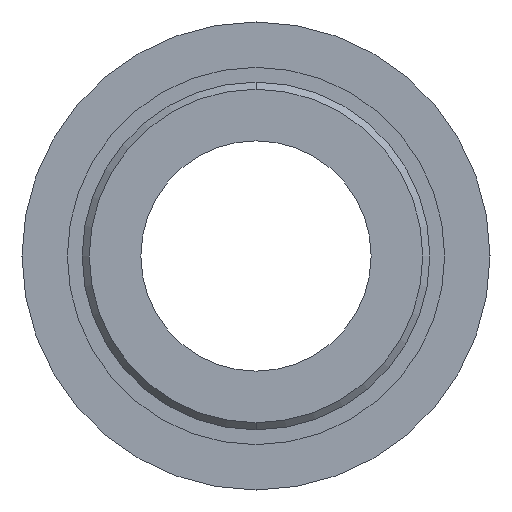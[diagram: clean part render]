
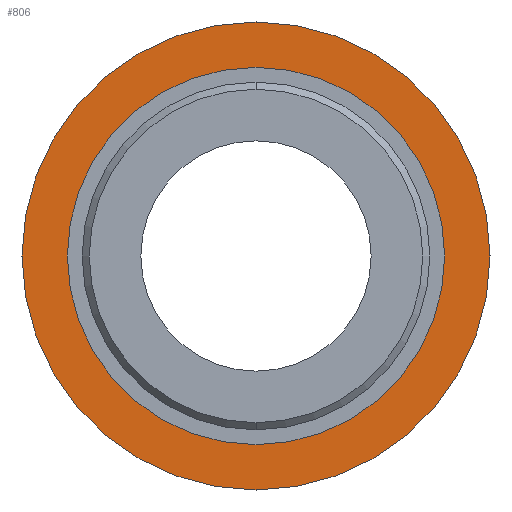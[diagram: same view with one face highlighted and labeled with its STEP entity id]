
A CAD part, front view. The second image highlights one B-rep face of the part: STEP entity #806.
In plain terms, the highlighted planar face has unit normal (0, -1, 0).
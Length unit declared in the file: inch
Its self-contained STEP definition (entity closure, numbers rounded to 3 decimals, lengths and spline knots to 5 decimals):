
#17 = FACE_BOUND ( 'NONE', #389, .T. ) ;
#22 = DIRECTION ( 'NONE',  ( 0., 1., 0. ) ) ;
#35 = CARTESIAN_POINT ( 'NONE',  ( -0.2445, -0.78115, 0. ) ) ;
#39 = CARTESIAN_POINT ( 'NONE',  ( 0., -0.78115, 0. ) ) ;
#72 = DIRECTION ( 'NONE',  ( 0., 1., 0. ) ) ;
#78 = DIRECTION ( 'NONE',  ( 0., -1., 0. ) ) ;
#80 = DIRECTION ( 'NONE',  ( 0., 0., 1. ) ) ;
#87 = CARTESIAN_POINT ( 'NONE',  ( 0., -0.78115, 0. ) ) ;
#92 = DIRECTION ( 'NONE',  ( 0., 0., -1. ) ) ;
#106 = DIRECTION ( 'NONE',  ( 0., 0., 1. ) ) ;
#136 = AXIS2_PLACEMENT_3D ( 'NONE', #501, #576, #329 ) ;
#183 = CIRCLE ( 'NONE', #136, 0.315 ) ;
#198 = AXIS2_PLACEMENT_3D ( 'NONE', #87, #72, #80 ) ;
#202 = AXIS2_PLACEMENT_3D ( 'NONE', #35, #78, #92 ) ;
#213 = AXIS2_PLACEMENT_3D ( 'NONE', #39, #22, #106 ) ;
#216 = CIRCLE ( 'NONE', #213, 0.254 ) ;
#236 = CIRCLE ( 'NONE', #243, 0.254 ) ;
#243 = AXIS2_PLACEMENT_3D ( 'NONE', #321, #485, #706 ) ;
#255 = CIRCLE ( 'NONE', #198, 0.315 ) ;
#321 = CARTESIAN_POINT ( 'NONE',  ( 0., -0.78115, 0. ) ) ;
#326 = CARTESIAN_POINT ( 'NONE',  ( 0., -0.78115, 0.315 ) ) ;
#329 = DIRECTION ( 'NONE',  ( 0., 0., 1. ) ) ;
#348 = ORIENTED_EDGE ( 'NONE', *, *, #794, .T. ) ;
#371 = ORIENTED_EDGE ( 'NONE', *, *, #792, .F. ) ;
#389 = EDGE_LOOP ( 'NONE', ( #447, #348 ) ) ;
#447 = ORIENTED_EDGE ( 'NONE', *, *, #817, .T. ) ;
#485 = DIRECTION ( 'NONE',  ( 0., 1., 0. ) ) ;
#501 = CARTESIAN_POINT ( 'NONE',  ( 0., -0.78115, 0. ) ) ;
#504 = CARTESIAN_POINT ( 'NONE',  ( 0., -0.78115, -0.315 ) ) ;
#519 = EDGE_LOOP ( 'NONE', ( #371, #603 ) ) ;
#576 = DIRECTION ( 'NONE',  ( 0., 1., 0. ) ) ;
#581 = VERTEX_POINT ( 'NONE', #504 ) ;
#603 = ORIENTED_EDGE ( 'NONE', *, *, #807, .F. ) ;
#608 = FACE_OUTER_BOUND ( 'NONE', #519, .T. ) ;
#628 = CARTESIAN_POINT ( 'NONE',  ( 0., -0.78115, -0.254 ) ) ;
#636 = VERTEX_POINT ( 'NONE', #722 ) ;
#662 = VERTEX_POINT ( 'NONE', #628 ) ;
#677 = PLANE ( 'NONE',  #202 ) ;
#704 = VERTEX_POINT ( 'NONE', #326 ) ;
#706 = DIRECTION ( 'NONE',  ( 0., 0., 1. ) ) ;
#722 = CARTESIAN_POINT ( 'NONE',  ( 0., -0.78115, 0.254 ) ) ;
#792 = EDGE_CURVE ( 'NONE', #704, #581, #183, .T. ) ;
#794 = EDGE_CURVE ( 'NONE', #662, #636, #236, .T. ) ;
#806 = ADVANCED_FACE ( 'NONE', ( #608, #17 ), #677, .T. ) ;
#807 = EDGE_CURVE ( 'NONE', #581, #704, #255, .T. ) ;
#817 = EDGE_CURVE ( 'NONE', #636, #662, #216, .T. ) ;
